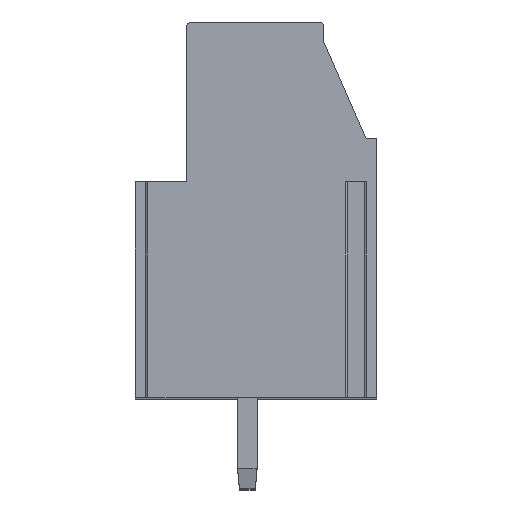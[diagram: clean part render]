
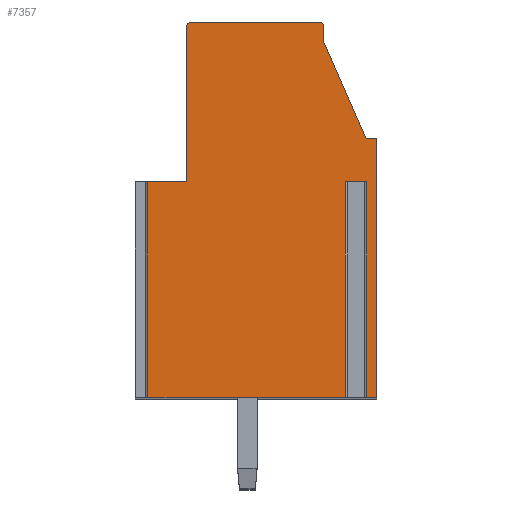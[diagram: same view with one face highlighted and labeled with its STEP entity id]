
A CAD part, top view. The second image highlights one B-rep face of the part: STEP entity #7357.
In plain terms, the highlighted planar face has unit normal (0, 0, 1).
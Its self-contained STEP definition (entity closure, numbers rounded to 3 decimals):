
#123=DIRECTION('',(-1.,0.,0.));
#124=VECTOR('',#123,1.806);
#125=CARTESIAN_POINT('',(-3.2,1.3,2.5));
#126=LINE('',#125,#124);
#1221=DIRECTION('',(1.,0.,0.));
#1222=VECTOR('',#1221,0.989);
#1223=CARTESIAN_POINT('',(4.142,1.3,2.5));
#1224=LINE('',#1223,#1222);
#1225=DIRECTION('',(0.,-1.,0.));
#1226=VECTOR('',#1225,10.);
#1227=CARTESIAN_POINT('',(4.142,1.3,2.5));
#1228=LINE('',#1227,#1226);
#1229=DIRECTION('',(1.,0.,0.));
#1230=VECTOR('',#1229,9.148);
#1231=CARTESIAN_POINT('',(-5.006,-8.7,2.5));
#1232=LINE('',#1231,#1230);
#1233=DIRECTION('',(0.,-1.,0.));
#1234=VECTOR('',#1233,10.);
#1235=CARTESIAN_POINT('',(-5.006,1.3,2.5));
#1236=LINE('',#1235,#1234);
#1237=DIRECTION('',(0.,-1.,0.));
#1238=VECTOR('',#1237,7.2);
#1239=CARTESIAN_POINT('',(-3.2,8.5,2.5));
#1240=LINE('',#1239,#1238);
#1241=CARTESIAN_POINT('',(-3.,8.5,2.5));
#1242=DIRECTION('',(0.,0.,1.));
#1243=DIRECTION('',(0.,1.,0.));
#1244=AXIS2_PLACEMENT_3D('',#1241,#1242,#1243);
#1246=DIRECTION('',(-1.,0.,0.));
#1247=VECTOR('',#1246,5.95);
#1248=CARTESIAN_POINT('',(2.95,8.7,2.5));
#1249=LINE('',#1248,#1247);
#1250=CARTESIAN_POINT('',(2.95,8.5,2.5));
#1251=DIRECTION('',(0.,0.,1.));
#1252=DIRECTION('',(1.,0.,0.));
#1253=AXIS2_PLACEMENT_3D('',#1250,#1251,#1252);
#1255=DIRECTION('',(0.,1.,0.));
#1256=VECTOR('',#1255,0.75);
#1257=CARTESIAN_POINT('',(3.15,7.75,2.5));
#1258=LINE('',#1257,#1256);
#1259=DIRECTION('',(-0.401,0.916,0.));
#1260=VECTOR('',#1259,4.859);
#1261=CARTESIAN_POINT('',(5.1,3.3,2.5));
#1262=LINE('',#1261,#1260);
#1263=DIRECTION('',(-1.,0.,0.));
#1264=VECTOR('',#1263,0.5);
#1265=CARTESIAN_POINT('',(5.6,3.3,2.5));
#1266=LINE('',#1265,#1264);
#1267=DIRECTION('',(0.,1.,0.));
#1268=VECTOR('',#1267,12.);
#1269=CARTESIAN_POINT('',(5.6,-8.7,2.5));
#1270=LINE('',#1269,#1268);
#1271=DIRECTION('',(1.,0.,0.));
#1272=VECTOR('',#1271,0.469);
#1273=CARTESIAN_POINT('',(5.131,-8.7,2.5));
#1274=LINE('',#1273,#1272);
#1275=DIRECTION('',(0.,-1.,0.));
#1276=VECTOR('',#1275,10.);
#1277=CARTESIAN_POINT('',(5.131,1.3,2.5));
#1278=LINE('',#1277,#1276);
#4533=CARTESIAN_POINT('',(5.1,3.3,2.5));
#4534=CARTESIAN_POINT('',(3.15,7.75,2.5));
#4535=VERTEX_POINT('',#4533);
#4536=VERTEX_POINT('',#4534);
#4537=CARTESIAN_POINT('',(3.15,8.5,2.5));
#4538=VERTEX_POINT('',#4537);
#4539=CARTESIAN_POINT('',(2.95,8.7,2.5));
#4540=VERTEX_POINT('',#4539);
#4541=CARTESIAN_POINT('',(-3.,8.7,2.5));
#4542=VERTEX_POINT('',#4541);
#4543=CARTESIAN_POINT('',(-3.2,8.5,2.5));
#4544=VERTEX_POINT('',#4543);
#4545=CARTESIAN_POINT('',(-3.2,1.3,2.5));
#4546=VERTEX_POINT('',#4545);
#4547=CARTESIAN_POINT('',(5.6,-8.7,2.5));
#4548=CARTESIAN_POINT('',(5.6,3.3,2.5));
#4549=VERTEX_POINT('',#4547);
#4550=VERTEX_POINT('',#4548);
#4563=CARTESIAN_POINT('',(4.142,1.3,2.5));
#4564=CARTESIAN_POINT('',(5.131,1.3,2.5));
#4565=VERTEX_POINT('',#4563);
#4566=VERTEX_POINT('',#4564);
#4567=CARTESIAN_POINT('',(-5.006,1.3,2.5));
#4568=CARTESIAN_POINT('',(-5.006,-8.7,2.5));
#4569=VERTEX_POINT('',#4567);
#4570=VERTEX_POINT('',#4568);
#4571=CARTESIAN_POINT('',(5.131,-8.7,2.5));
#4572=VERTEX_POINT('',#4571);
#4573=CARTESIAN_POINT('',(4.142,-8.7,2.5));
#4574=VERTEX_POINT('',#4573);
#7332=CARTESIAN_POINT('',(0.,0.,2.5));
#7333=DIRECTION('',(0.,0.,1.));
#7334=DIRECTION('',(1.,0.,0.));
#7335=AXIS2_PLACEMENT_3D('',#7332,#7333,#7334);
#7336=PLANE('',#7335);
#7338=ORIENTED_EDGE('',*,*,#7337,.F.);
#7340=ORIENTED_EDGE('',*,*,#7339,.T.);
#7341=ORIENTED_EDGE('',*,*,#7036,.F.);
#7342=ORIENTED_EDGE('',*,*,#7324,.F.);
#7343=ORIENTED_EDGE('',*,*,#5923,.F.);
#7344=ORIENTED_EDGE('',*,*,#6090,.F.);
#7345=ORIENTED_EDGE('',*,*,#6754,.F.);
#7346=ORIENTED_EDGE('',*,*,#6768,.F.);
#7347=ORIENTED_EDGE('',*,*,#6842,.F.);
#7348=ORIENTED_EDGE('',*,*,#6856,.F.);
#7349=ORIENTED_EDGE('',*,*,#6870,.F.);
#7350=ORIENTED_EDGE('',*,*,#6884,.F.);
#7351=ORIENTED_EDGE('',*,*,#6898,.F.);
#7352=ORIENTED_EDGE('',*,*,#7052,.F.);
#7354=ORIENTED_EDGE('',*,*,#7353,.F.);
#7355=EDGE_LOOP('',(#7338,#7340,#7341,#7342,#7343,#7344,#7345,#7346,#7347,#7348,
#7349,#7350,#7351,#7352,#7354));
#7356=FACE_OUTER_BOUND('',#7355,.F.);
#1245=CIRCLE('',#1244,0.2);
#1254=CIRCLE('',#1253,0.2);
#5923=EDGE_CURVE('',#4546,#4569,#126,.T.);
#6090=EDGE_CURVE('',#4544,#4546,#1240,.T.);
#6754=EDGE_CURVE('',#4542,#4544,#1245,.T.);
#6768=EDGE_CURVE('',#4540,#4542,#1249,.T.);
#6842=EDGE_CURVE('',#4538,#4540,#1254,.T.);
#6856=EDGE_CURVE('',#4536,#4538,#1258,.T.);
#6870=EDGE_CURVE('',#4535,#4536,#1262,.T.);
#6884=EDGE_CURVE('',#4550,#4535,#1266,.T.);
#6898=EDGE_CURVE('',#4549,#4550,#1270,.T.);
#7036=EDGE_CURVE('',#4570,#4574,#1232,.T.);
#7052=EDGE_CURVE('',#4572,#4549,#1274,.T.);
#7324=EDGE_CURVE('',#4569,#4570,#1236,.T.);
#7337=EDGE_CURVE('',#4565,#4566,#1224,.T.);
#7339=EDGE_CURVE('',#4565,#4574,#1228,.T.);
#7353=EDGE_CURVE('',#4566,#4572,#1278,.T.);
#7357=ADVANCED_FACE('',(#7356),#7336,.T.);
